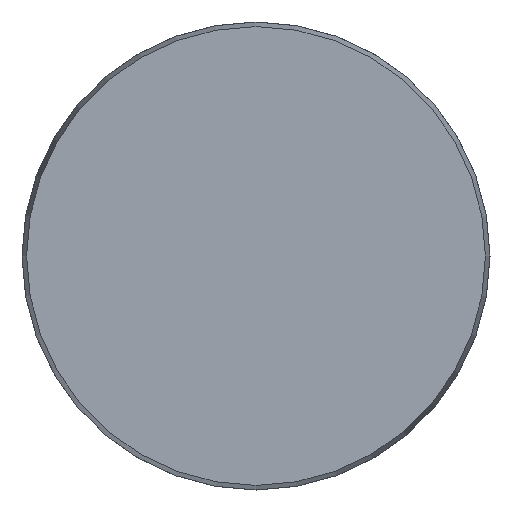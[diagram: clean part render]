
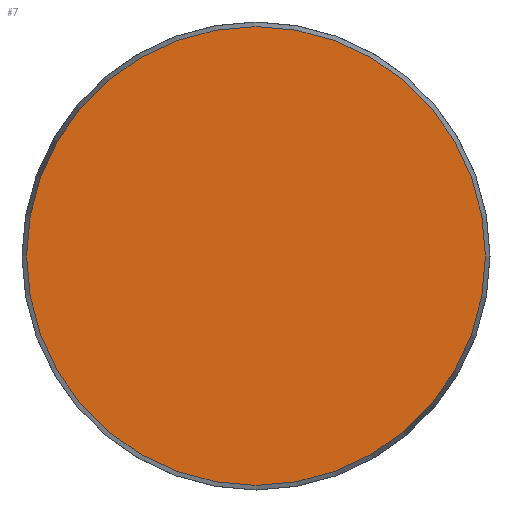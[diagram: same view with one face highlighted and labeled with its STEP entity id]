
A CAD part, front view. The second image highlights one B-rep face of the part: STEP entity #7.
In plain terms, the highlighted planar face has unit normal (0, -1, 0).
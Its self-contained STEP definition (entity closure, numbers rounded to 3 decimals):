
#1 = CARTESIAN_POINT ( 'NONE',  ( 0., 0., 0. ) ) ;
#7 = ADVANCED_FACE ( 'NONE', ( #20 ), #189, .F. ) ;
#20 = FACE_OUTER_BOUND ( 'NONE', #220, .T. ) ;
#29 = CARTESIAN_POINT ( 'NONE',  ( -28.425, 0., 0. ) ) ;
#55 = DIRECTION ( 'NONE',  ( 0., -1., 0. ) ) ;
#189 = PLANE ( 'NONE',  #420 ) ;
#220 = EDGE_LOOP ( 'NONE', ( #734 ) ) ;
#239 = DIRECTION ( 'NONE',  ( 0., 0., -1. ) ) ;
#252 = DIRECTION ( 'NONE',  ( 0., 0., 1. ) ) ;
#256 = DIRECTION ( 'NONE',  ( 0., 1., 0. ) ) ;
#316 = VERTEX_POINT ( 'NONE', #670 ) ;
#409 = AXIS2_PLACEMENT_3D ( 'NONE', #1, #55, #239 ) ;
#420 = AXIS2_PLACEMENT_3D ( 'NONE', #29, #256, #252 ) ;
#429 = EDGE_CURVE ( 'NONE', #316, #316, #484, .T. ) ;
#484 = CIRCLE ( 'NONE', #409, 28.425 ) ;
#670 = CARTESIAN_POINT ( 'NONE',  ( 0., 0., -28.425 ) ) ;
#734 = ORIENTED_EDGE ( 'NONE', *, *, #429, .T. ) ;
